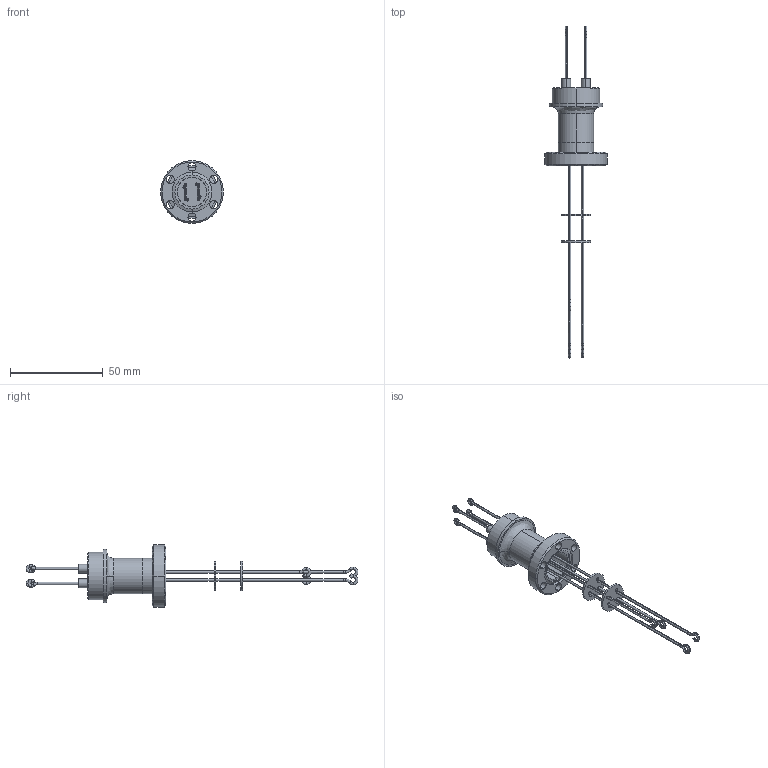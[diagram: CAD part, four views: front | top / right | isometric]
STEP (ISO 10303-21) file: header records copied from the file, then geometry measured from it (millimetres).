
FILE_DESCRIPTION (( 'STEP AP203' ), '1' );
FILE_NAME ('A0412-1-CF.STEP', '2013-03-28T12:32:04', ( '' ), ( '' ), 'SwSTEP 2.0', 'SolidWorks 2012', '' );
FILE_SCHEMA (( 'CONFIG_CONTROL_DESIGN' ));
Length unit declared in the file: inch
Products named in the file (1): A0412-1-CF
Bounding box: 33.78 x 178.82 x 33.78 mm (x, y, z)
Volume: 9666.4 mm3; surface area: 13190.8 mm2
Topology: 1 solids, 3 shells, 293 faces, 701 edges, 435 vertices
Faces by surface type: cylinder 139, bspline 90, plane 41, cone 23
Entity records: 10350 total; most frequent: CARTESIAN_POINT 3460, DIRECTION 1514, ORIENTED_EDGE 1402, EDGE_CURVE 701, AXIS2_PLACEMENT_3D 670, CIRCLE 466, VERTEX_POINT 435, EDGE_LOOP 362
